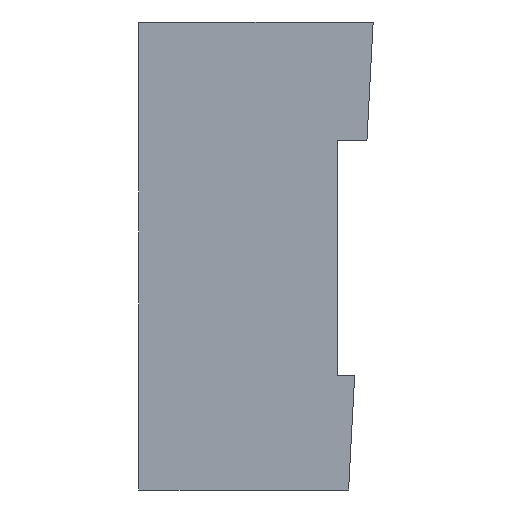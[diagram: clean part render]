
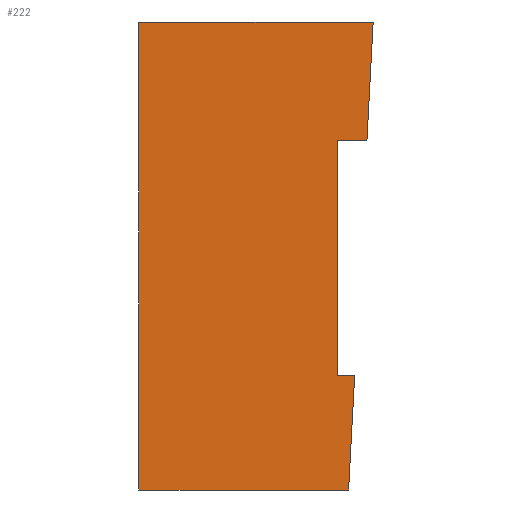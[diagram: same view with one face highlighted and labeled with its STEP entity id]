
A CAD part, left-side view. The second image highlights one B-rep face of the part: STEP entity #222.
In plain terms, the highlighted planar face has unit normal (-1, 0, 0).
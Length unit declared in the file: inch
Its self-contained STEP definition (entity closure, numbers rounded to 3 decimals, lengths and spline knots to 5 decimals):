
#13 = CARTESIAN_POINT ( 'NONE',  ( -0.785, 0.06, -0.2 ) ) ;
#21 = CARTESIAN_POINT ( 'NONE',  ( -0.785, 0., 0. ) ) ;
#23 = DIRECTION ( 'NONE',  ( 0., -1., 0. ) ) ;
#27 = CARTESIAN_POINT ( 'NONE',  ( -0.785, 0., -0.787 ) ) ;
#28 = DIRECTION ( 'NONE',  ( 0., -1., 0. ) ) ;
#31 = CARTESIAN_POINT ( 'NONE',  ( -0.785, 0., -0.2 ) ) ;
#32 = DIRECTION ( 'NONE',  ( 0., -1., 0. ) ) ;
#38 = CARTESIAN_POINT ( 'NONE',  ( -0.785, 0., 0. ) ) ;
#39 = DIRECTION ( 'NONE',  ( 0., 0.052, -0.999 ) ) ;
#44 = CARTESIAN_POINT ( 'NONE',  ( -0.785, 0.06, -0.594 ) ) ;
#46 = DIRECTION ( 'NONE',  ( 0., 1., 0. ) ) ;
#62 = CARTESIAN_POINT ( 'NONE',  ( -0.785, 0., 0. ) ) ;
#63 = CARTESIAN_POINT ( 'NONE',  ( -0.785, 0.394, 0. ) ) ;
#66 = CARTESIAN_POINT ( 'NONE',  ( -0.785, 0.01048, -0.2 ) ) ;
#109 = PLANE ( 'NONE',  #299 ) ;
#110 = CARTESIAN_POINT ( 'NONE',  ( -0.785, 0., -0.787 ) ) ;
#111 = DIRECTION ( 'NONE',  ( -1., 0., 0. ) ) ;
#112 = DIRECTION ( 'NONE',  ( 0., 0., 1. ) ) ;
#116 = VERTEX_POINT ( 'NONE', #140 ) ;
#120 = VERTEX_POINT ( 'NONE', #144 ) ;
#121 = VERTEX_POINT ( 'NONE', #145 ) ;
#122 = VERTEX_POINT ( 'NONE', #146 ) ;
#123 = VERTEX_POINT ( 'NONE', #147 ) ;
#125 = VERTEX_POINT ( 'NONE', #62 ) ;
#126 = VERTEX_POINT ( 'NONE', #63 ) ;
#129 = VERTEX_POINT ( 'NONE', #66 ) ;
#140 = CARTESIAN_POINT ( 'NONE',  ( -0.785, 0.06, -0.2 ) ) ;
#144 = CARTESIAN_POINT ( 'NONE',  ( -0.785, 0.394, -0.787 ) ) ;
#145 = CARTESIAN_POINT ( 'NONE',  ( -0.785, 0.04124, -0.787 ) ) ;
#146 = CARTESIAN_POINT ( 'NONE',  ( -0.785, 0.03113, -0.594 ) ) ;
#147 = CARTESIAN_POINT ( 'NONE',  ( -0.785, 0.06, -0.594 ) ) ;
#192 = DIRECTION ( 'NONE',  ( 0., 0., 1. ) ) ;
#193 = CARTESIAN_POINT ( 'NONE',  ( -0.785, 0.394, -0.787 ) ) ;
#203 = DIRECTION ( 'NONE',  ( 0., 0.052, -0.999 ) ) ;
#204 = CARTESIAN_POINT ( 'NONE',  ( -0.785, 0., 0. ) ) ;
#213 = DIRECTION ( 'NONE',  ( 0., 0., 1. ) ) ;
#222 = ADVANCED_FACE ( 'NONE', ( #450 ), #109, .T. ) ;
#282 = EDGE_CURVE ( 'NONE', #122, #123, #499, .T. ) ;
#287 = EDGE_CURVE ( 'NONE', #122, #121, #464, .T. ) ;
#288 = EDGE_CURVE ( 'NONE', #120, #121, #437, .T. ) ;
#290 = EDGE_CURVE ( 'NONE', #116, #129, #507, .T. ) ;
#299 = AXIS2_PLACEMENT_3D ( 'NONE', #110, #111, #112 ) ;
#307 = EDGE_CURVE ( 'NONE', #126, #125, #392, .T. ) ;
#319 = EDGE_CURVE ( 'NONE', #123, #116, #388, .T. ) ;
#327 = EDGE_CURVE ( 'NONE', #120, #126, #520, .T. ) ;
#328 = EDGE_CURVE ( 'NONE', #125, #129, #379, .T. ) ;
#372 = VECTOR ( 'NONE', #213, 39.37008 ) ;
#376 = ORIENTED_EDGE ( 'NONE', *, *, #290, .T. ) ;
#377 = ORIENTED_EDGE ( 'NONE', *, *, #328, .F. ) ;
#379 = LINE ( 'NONE', #204, #403 ) ;
#386 = ORIENTED_EDGE ( 'NONE', *, *, #319, .T. ) ;
#388 = LINE ( 'NONE', #13, #372 ) ;
#392 = LINE ( 'NONE', #21, #508 ) ;
#403 = VECTOR ( 'NONE', #203, 39.37008 ) ;
#432 = ORIENTED_EDGE ( 'NONE', *, *, #282, .T. ) ;
#437 = LINE ( 'NONE', #27, #462 ) ;
#450 = FACE_OUTER_BOUND ( 'NONE', #509, .T. ) ;
#462 = VECTOR ( 'NONE', #28, 39.37008 ) ;
#463 = VECTOR ( 'NONE', #39, 39.37008 ) ;
#464 = LINE ( 'NONE', #38, #463 ) ;
#473 = VECTOR ( 'NONE', #32, 39.37008 ) ;
#475 = ORIENTED_EDGE ( 'NONE', *, *, #287, .F. ) ;
#482 = ORIENTED_EDGE ( 'NONE', *, *, #288, .T. ) ;
#483 = ORIENTED_EDGE ( 'NONE', *, *, #327, .F. ) ;
#485 = ORIENTED_EDGE ( 'NONE', *, *, #307, .F. ) ;
#494 = VECTOR ( 'NONE', #192, 39.37008 ) ;
#498 = VECTOR ( 'NONE', #46, 39.37008 ) ;
#499 = LINE ( 'NONE', #44, #498 ) ;
#507 = LINE ( 'NONE', #31, #473 ) ;
#508 = VECTOR ( 'NONE', #23, 39.37008 ) ;
#509 = EDGE_LOOP ( 'NONE', ( #377, #485, #483, #482, #475, #432, #386, #376 ) ) ;
#520 = LINE ( 'NONE', #193, #494 ) ;
